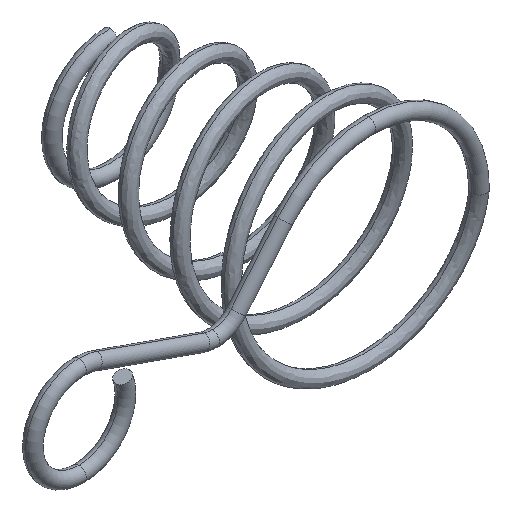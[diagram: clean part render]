
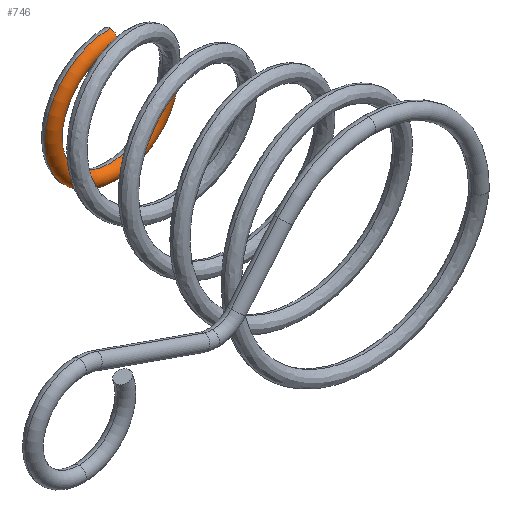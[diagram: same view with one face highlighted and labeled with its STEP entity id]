
A CAD part, isometric view. The second image highlights one B-rep face of the part: STEP entity #746.
In plain terms, the highlighted toroidal (fillet/blend) face has major radius 2.4 mm and minor radius 0.3 mm.
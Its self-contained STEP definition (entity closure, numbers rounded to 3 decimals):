
#40 = EDGE_CURVE ( 'NONE', #2068, #1772, #2622, .T. ) ;
#103 = EDGE_CURVE ( 'NONE', #2068, #2254, #2303, .T. ) ;
#154 = CARTESIAN_POINT ( 'NONE',  ( 0., 10.89, 2.4 ) ) ;
#282 = CARTESIAN_POINT ( 'NONE',  ( 0., 10.89, 0. ) ) ;
#310 = EDGE_CURVE ( 'NONE', #2254, #1698, #2092, .T. ) ;
#417 = CARTESIAN_POINT ( 'NONE',  ( 0., 10.89, 2.1 ) ) ;
#560 = EDGE_LOOP ( 'NONE', ( #2199, #1013, #1549, #2517 ) ) ;
#746 = ADVANCED_FACE ( 'NONE', ( #2511 ), #2686, .T. ) ;
#942 = EDGE_CURVE ( 'NONE', #1698, #1772, #1728, .T. ) ;
#1013 = ORIENTED_EDGE ( 'NONE', *, *, #103, .F. ) ;
#1095 = DIRECTION ( 'NONE',  ( 0., 1., 0. ) ) ;
#1197 = AXIS2_PLACEMENT_3D ( 'NONE', #282, #1095, #2339 ) ;
#1254 = DIRECTION ( 'NONE',  ( 0., 1., 0. ) ) ;
#1269 = CARTESIAN_POINT ( 'NONE',  ( 2.098, 10.89, 0. ) ) ;
#1372 = DIRECTION ( 'NONE',  ( 0., 0., 1. ) ) ;
#1417 = DIRECTION ( 'NONE',  ( 0., 0., -1. ) ) ;
#1443 = AXIS2_PLACEMENT_3D ( 'NONE', #2493, #1254, #1473 ) ;
#1473 = DIRECTION ( 'NONE',  ( 0., 0., 1. ) ) ;
#1526 = DIRECTION ( 'NONE',  ( 0., 1., 0. ) ) ;
#1549 = ORIENTED_EDGE ( 'NONE', *, *, #40, .T. ) ;
#1557 = CARTESIAN_POINT ( 'NONE',  ( 2.4, 10.89, 0. ) ) ;
#1698 = VERTEX_POINT ( 'NONE', #2520 ) ;
#1728 = CIRCLE ( 'NONE', #2563, 0.3 ) ;
#1747 = DIRECTION ( 'NONE',  ( 0., 0., 1. ) ) ;
#1772 = VERTEX_POINT ( 'NONE', #417 ) ;
#1813 = CARTESIAN_POINT ( 'NONE',  ( 2.698, 10.89, 0. ) ) ;
#1953 = CARTESIAN_POINT ( 'NONE',  ( 0., 10.89, 0. ) ) ;
#2053 = DIRECTION ( 'NONE',  ( 1., 0., 0. ) ) ;
#2068 = VERTEX_POINT ( 'NONE', #1269 ) ;
#2092 = CIRCLE ( 'NONE', #1197, 2.7 ) ;
#2169 = DIRECTION ( 'NONE',  ( 1., 0., 0. ) ) ;
#2199 = ORIENTED_EDGE ( 'NONE', *, *, #310, .F. ) ;
#2254 = VERTEX_POINT ( 'NONE', #1813 ) ;
#2303 = CIRCLE ( 'NONE', #2709, 0.3 ) ;
#2339 = DIRECTION ( 'NONE',  ( 0., 0., 1. ) ) ;
#2421 = AXIS2_PLACEMENT_3D ( 'NONE', #1953, #1526, #1747 ) ;
#2493 = CARTESIAN_POINT ( 'NONE',  ( 0., 10.89, 0. ) ) ;
#2511 = FACE_OUTER_BOUND ( 'NONE', #560, .T. ) ;
#2517 = ORIENTED_EDGE ( 'NONE', *, *, #942, .F. ) ;
#2520 = CARTESIAN_POINT ( 'NONE',  ( 0., 10.89, 2.7 ) ) ;
#2563 = AXIS2_PLACEMENT_3D ( 'NONE', #154, #2053, #1417 ) ;
#2622 = CIRCLE ( 'NONE', #1443, 2.1 ) ;
#2686 = TOROIDAL_SURFACE ( 'NONE', #2421, 2.4, 0.3 ) ;
#2709 = AXIS2_PLACEMENT_3D ( 'NONE', #1557, #1372, #2169 ) ;
